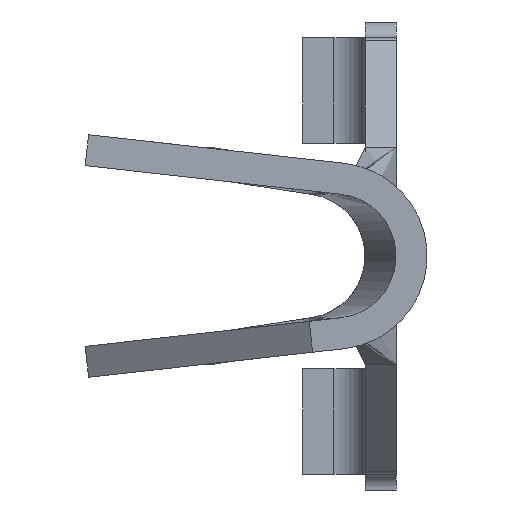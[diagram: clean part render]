
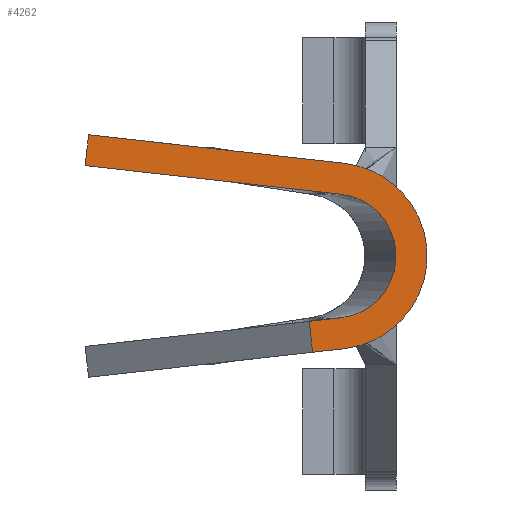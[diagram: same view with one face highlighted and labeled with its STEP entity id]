
A CAD part, left-side view. The second image highlights one B-rep face of the part: STEP entity #4262.
In plain terms, the highlighted planar face has unit normal (-1, 0, 0).
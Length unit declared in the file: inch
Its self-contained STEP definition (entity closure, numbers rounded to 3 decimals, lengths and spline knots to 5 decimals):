
#23 = EDGE_CURVE ( 'NONE', #4202, #3198, #4392, .T. ) ;
#115 = CIRCLE ( 'NONE', #2248, 0.06 ) ;
#310 = EDGE_CURVE ( 'NONE', #3741, #4274, #4286, .T. ) ;
#418 = ORIENTED_EDGE ( 'NONE', *, *, #1966, .T. ) ;
#482 = CARTESIAN_POINT ( 'NONE',  ( -0.467, 0.05368, -0.0619 ) ) ;
#487 = VERTEX_POINT ( 'NONE', #4094 ) ;
#543 = DIRECTION ( 'NONE',  ( 0., 0., 1. ) ) ;
#679 = EDGE_CURVE ( 'NONE', #1202, #2237, #872, .T. ) ;
#699 = CARTESIAN_POINT ( 'NONE',  ( -0.467, 0.04, 0. ) ) ;
#707 = EDGE_CURVE ( 'NONE', #487, #1202, #4646, .T. ) ;
#872 = LINE ( 'NONE', #2383, #3207 ) ;
#902 = CARTESIAN_POINT ( 'NONE',  ( -0.467, 0.03556, 0.03975 ) ) ;
#938 = ORIENTED_EDGE ( 'NONE', *, *, #2129, .T. ) ;
#1006 = CARTESIAN_POINT ( 'NONE',  ( -0.467, 0.03334, 0.05963 ) ) ;
#1046 = DIRECTION ( 'NONE',  ( 0., 0., 1. ) ) ;
#1070 = EDGE_LOOP ( 'NONE', ( #2524, #4493, #418, #2728, #938, #2444, #2554, #2279 ) ) ;
#1122 = DIRECTION ( 'NONE',  ( 0., 0.111, -0.994 ) ) ;
#1125 = EDGE_CURVE ( 'NONE', #2237, #1939, #4661, .T. ) ;
#1202 = VERTEX_POINT ( 'NONE', #3237 ) ;
#1210 = VECTOR ( 'NONE', #2517, 39.37008 ) ;
#1255 = CARTESIAN_POINT ( 'NONE',  ( -0.467, 0.03556, -0.03975 ) ) ;
#1273 = CARTESIAN_POINT ( 'NONE',  ( -0.467, 0.03334, -0.05963 ) ) ;
#1282 = AXIS2_PLACEMENT_3D ( 'NONE', #699, #2212, #3716 ) ;
#1422 = PLANE ( 'NONE',  #2477 ) ;
#1783 = VECTOR ( 'NONE', #2785, 39.37008 ) ;
#1939 = VERTEX_POINT ( 'NONE', #2403 ) ;
#1966 = EDGE_CURVE ( 'NONE', #1939, #4202, #115, .T. ) ;
#2129 = EDGE_CURVE ( 'NONE', #3198, #3741, #3007, .T. ) ;
#2196 = CARTESIAN_POINT ( 'NONE',  ( -0.467, 0.03556, 0.03975 ) ) ;
#2212 = DIRECTION ( 'NONE',  ( 1., 0., 0. ) ) ;
#2237 = VERTEX_POINT ( 'NONE', #482 ) ;
#2248 = AXIS2_PLACEMENT_3D ( 'NONE', #2428, #3931, #543 ) ;
#2279 = ORIENTED_EDGE ( 'NONE', *, *, #707, .T. ) ;
#2380 = CARTESIAN_POINT ( 'NONE',  ( -0.467, 0.2, 0.05812 ) ) ;
#2383 = CARTESIAN_POINT ( 'NONE',  ( -0.467, 0.0559, -0.04202 ) ) ;
#2403 = CARTESIAN_POINT ( 'NONE',  ( -0.467, 0.03334, -0.05963 ) ) ;
#2412 = VECTOR ( 'NONE', #2415, 39.37008 ) ;
#2415 = DIRECTION ( 'NONE',  ( 0., -0.994, -0.111 ) ) ;
#2428 = CARTESIAN_POINT ( 'NONE',  ( -0.467, 0.04, 0. ) ) ;
#2444 = ORIENTED_EDGE ( 'NONE', *, *, #310, .T. ) ;
#2477 = AXIS2_PLACEMENT_3D ( 'NONE', #2930, #4433, #1046 ) ;
#2517 = DIRECTION ( 'NONE',  ( 0., 0.994, 0.111 ) ) ;
#2524 = ORIENTED_EDGE ( 'NONE', *, *, #679, .T. ) ;
#2554 = ORIENTED_EDGE ( 'NONE', *, *, #3547, .T. ) ;
#2728 = ORIENTED_EDGE ( 'NONE', *, *, #23, .T. ) ;
#2769 = DIRECTION ( 'NONE',  ( 0., 0.994, -0.111 ) ) ;
#2785 = DIRECTION ( 'NONE',  ( 0., -0.994, 0.111 ) ) ;
#2930 = CARTESIAN_POINT ( 'NONE',  ( -0.467, 0.04, 0. ) ) ;
#3007 = LINE ( 'NONE', #4511, #4605 ) ;
#3198 = VERTEX_POINT ( 'NONE', #3475 ) ;
#3207 = VECTOR ( 'NONE', #3888, 39.37008 ) ;
#3237 = CARTESIAN_POINT ( 'NONE',  ( -0.467, 0.0559, -0.04202 ) ) ;
#3422 = CIRCLE ( 'NONE', #1282, 0.04 ) ;
#3475 = CARTESIAN_POINT ( 'NONE',  ( -0.467, 0.19778, 0.078 ) ) ;
#3547 = EDGE_CURVE ( 'NONE', #4274, #487, #3422, .T. ) ;
#3582 = VECTOR ( 'NONE', #2769, 39.37008 ) ;
#3716 = DIRECTION ( 'NONE',  ( 0., 0., 1. ) ) ;
#3741 = VERTEX_POINT ( 'NONE', #2380 ) ;
#3888 = DIRECTION ( 'NONE',  ( 0., -0.111, -0.994 ) ) ;
#3924 = CARTESIAN_POINT ( 'NONE',  ( -0.467, 0.03334, 0.05963 ) ) ;
#3931 = DIRECTION ( 'NONE',  ( -1., 0., 0. ) ) ;
#4094 = CARTESIAN_POINT ( 'NONE',  ( -0.467, 0.03556, -0.03975 ) ) ;
#4202 = VERTEX_POINT ( 'NONE', #3924 ) ;
#4262 = ADVANCED_FACE ( 'NONE', ( #4809 ), #1422, .T. ) ;
#4274 = VERTEX_POINT ( 'NONE', #2196 ) ;
#4286 = LINE ( 'NONE', #902, #2412 ) ;
#4392 = LINE ( 'NONE', #1006, #1210 ) ;
#4433 = DIRECTION ( 'NONE',  ( -1., 0., 0. ) ) ;
#4493 = ORIENTED_EDGE ( 'NONE', *, *, #1125, .T. ) ;
#4511 = CARTESIAN_POINT ( 'NONE',  ( -0.467, 0.2, 0.05812 ) ) ;
#4605 = VECTOR ( 'NONE', #1122, 39.37008 ) ;
#4646 = LINE ( 'NONE', #1255, #3582 ) ;
#4661 = LINE ( 'NONE', #1273, #1783 ) ;
#4809 = FACE_OUTER_BOUND ( 'NONE', #1070, .T. ) ;
